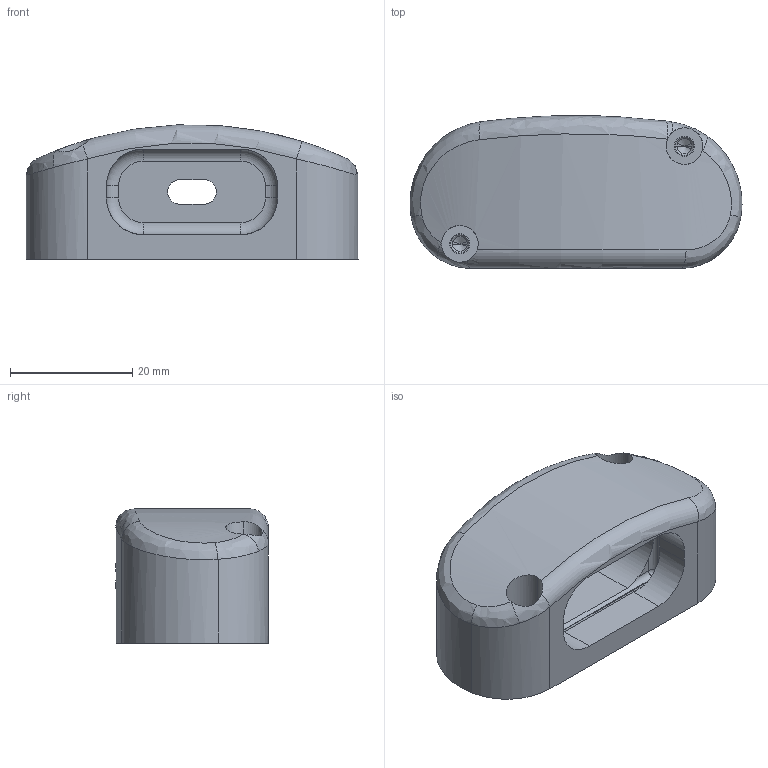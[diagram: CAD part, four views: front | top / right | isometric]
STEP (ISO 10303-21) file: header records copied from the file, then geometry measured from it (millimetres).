
FILE_DESCRIPTION((''),'2;1');
FILE_NAME('CAD-7260_SW0001','2021-05-26T10:05:28',('creinig-se'),(''),'CREO PARAMETRIC BY PTC INC, 2019292','CREO PARAMETRIC BY PTC INC, 2019292','');
FILE_SCHEMA(('CONFIG_CONTROL_DESIGN','SHAPE_APPEARANCE_LAYERS_GROUPS'));
Length unit declared in the file: millimetre
Products named in the file (1): CAD-7260_SW0001
Bounding box: 54.33 x 25 x 21.96 mm (x, y, z)
Volume: 14207.5 mm3; surface area: 8152.1 mm2
Topology: 1 solids, 1 shells, 222 faces, 622 edges, 403 vertices
Faces by surface type: cylinder 84, plane 81, cone 28, sphere 16, bspline 8, torus 5
Entity records: 9639 total; most frequent: CARTESIAN_POINT 2233, ORIENTED_EDGE 1236, DIRECTION 1227, EDGE_CURVE 618, AXIS2_PLACEMENT_3D 493, VERTEX_POINT 403, CIRCLE 279, VECTOR 241
